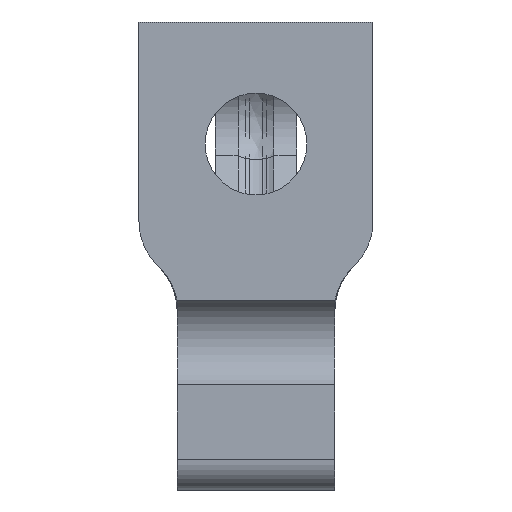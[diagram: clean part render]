
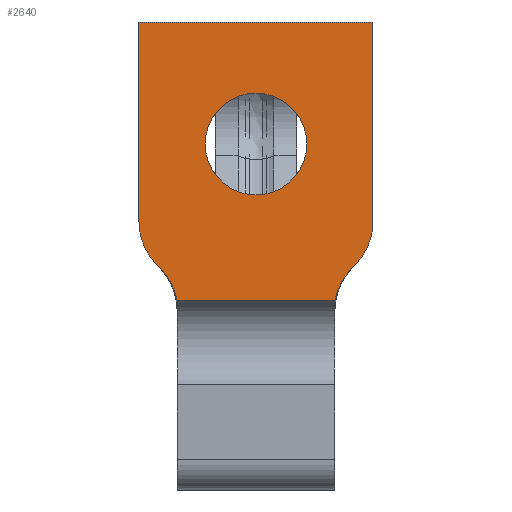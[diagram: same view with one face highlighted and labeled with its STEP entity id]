
A CAD part, front view. The second image highlights one B-rep face of the part: STEP entity #2640.
In plain terms, the highlighted planar face has unit normal (0, -1, 0).
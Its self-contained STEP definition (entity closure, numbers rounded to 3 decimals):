
#1118=DIRECTION('',(0.,0.,1.));
#1119=VECTOR('',#1118,1.963);
#1120=CARTESIAN_POINT('',(-1.15,0.,-1.963));
#1121=LINE('',#1120,#1119);
#1139=DIRECTION('',(-1.,0.,0.));
#1140=VECTOR('',#1139,2.3);
#1141=CARTESIAN_POINT('',(1.15,0.,0.));
#1142=LINE('',#1141,#1140);
#1153=CARTESIAN_POINT('',(0.55,0.,-1.963));
#1154=DIRECTION('',(0.,-1.,0.));
#1155=DIRECTION('',(0.73,0.,-0.684));
#1156=AXIS2_PLACEMENT_3D('',#1153,#1154,#1155);
#1161=DIRECTION('',(0.684,0.,0.73));
#1162=VECTOR('',#1161,0.085);
#1163=CARTESIAN_POINT('',(0.93,0.,
-2.435));
#1164=LINE('',#1163,#1162);
#1168=DIRECTION('',(-1.,0.,0.));
#1169=VECTOR('',#1168,1.55);
#1170=CARTESIAN_POINT('',(0.775,0.,
-2.735));
#1171=LINE('',#1170,#1169);
#1175=CARTESIAN_POINT('',(-0.93,0.,
-2.435));
#1176=CARTESIAN_POINT('',(-0.91,0.,
-2.456));
#1177=CARTESIAN_POINT('',(-0.875,0.,
-2.499));
#1178=CARTESIAN_POINT('',(-0.83,0.,
-2.573));
#1179=CARTESIAN_POINT('',(-0.796,0.,
-2.652));
#1180=CARTESIAN_POINT('',(-0.781,0.,
-2.707));
#1181=CARTESIAN_POINT('',(-0.775,0.,
-2.735));
#1186=DIRECTION('',(0.684,0.,-0.73));
#1187=VECTOR('',#1186,0.085);
#1188=CARTESIAN_POINT('',(-0.988,0.,-2.373));
#1189=LINE('',#1188,#1187);
#1193=CARTESIAN_POINT('',(-0.55,0.,-1.963));
#1194=DIRECTION('',(0.,-1.,0.));
#1195=DIRECTION('',(-1.,0.,0.));
#1196=AXIS2_PLACEMENT_3D('',#1193,#1194,#1195);
#1201=DIRECTION('',(0.,0.,1.));
#1202=VECTOR('',#1201,1.963);
#1203=CARTESIAN_POINT('',(1.15,0.,-1.963));
#1204=LINE('',#1203,#1202);
#1208=CARTESIAN_POINT('',(0.,0.,-1.2));
#1209=DIRECTION('',(0.,-1.,0.));
#1210=DIRECTION('',(1.,0.,0.));
#1211=AXIS2_PLACEMENT_3D('',#1208,#1209,#1210);
#1216=CARTESIAN_POINT('',(0.,0.,-1.2));
#1217=DIRECTION('',(0.,-1.,0.));
#1218=DIRECTION('',(-1.,0.,0.));
#1219=AXIS2_PLACEMENT_3D('',#1216,#1217,#1218);
#1232=CARTESIAN_POINT('',(0.775,0.,
-2.735));
#1233=CARTESIAN_POINT('',(0.781,0.,
-2.707));
#1234=CARTESIAN_POINT('',(0.796,0.,
-2.652));
#1235=CARTESIAN_POINT('',(0.83,0.,
-2.573));
#1236=CARTESIAN_POINT('',(0.875,0.,
-2.499));
#1237=CARTESIAN_POINT('',(0.91,0.,
-2.456));
#1238=CARTESIAN_POINT('',(0.93,0.,
-2.435));
#1327=CARTESIAN_POINT('',(1.15,0.,0.));
#1328=CARTESIAN_POINT('',(-1.15,0.,0.));
#1329=VERTEX_POINT('',#1327);
#1330=VERTEX_POINT('',#1328);
#1347=CARTESIAN_POINT('',(0.775,0.,
-2.735));
#1348=CARTESIAN_POINT('',(-0.775,0.,
-2.735));
#1349=VERTEX_POINT('',#1347);
#1350=VERTEX_POINT('',#1348);
#1358=CARTESIAN_POINT('',(0.988,0.,-2.373));
#1359=VERTEX_POINT('',#1358);
#1360=CARTESIAN_POINT('',(1.15,0.,-1.963));
#1361=VERTEX_POINT('',#1360);
#1366=CARTESIAN_POINT('',(-1.15,0.,-1.963));
#1367=VERTEX_POINT('',#1366);
#1368=CARTESIAN_POINT('',(-0.988,0.,-2.373));
#1369=VERTEX_POINT('',#1368);
#1370=CARTESIAN_POINT('',(-0.93,0.,
-2.435));
#1371=VERTEX_POINT('',#1370);
#1372=CARTESIAN_POINT('',(0.93,0.,
-2.435));
#1373=VERTEX_POINT('',#1372);
#1482=CARTESIAN_POINT('',(0.5,0.,-1.2));
#1483=CARTESIAN_POINT('',(-0.5,0.,-1.2));
#1484=VERTEX_POINT('',#1482);
#1485=VERTEX_POINT('',#1483);
#2616=CARTESIAN_POINT('',(1.15,0.,-2.735));
#2617=DIRECTION('',(0.,1.,0.));
#2618=DIRECTION('',(-1.,0.,0.));
#2619=AXIS2_PLACEMENT_3D('',#2616,#2617,#2618);
#2620=PLANE('',#2619);
#2621=ORIENTED_EDGE('',*,*,#2436,.F.);
#2622=ORIENTED_EDGE('',*,*,#2454,.F.);
#2624=ORIENTED_EDGE('',*,*,#2623,.F.);
#2625=ORIENTED_EDGE('',*,*,#2495,.T.);
#2626=ORIENTED_EDGE('',*,*,#2541,.F.);
#2627=ORIENTED_EDGE('',*,*,#2553,.F.);
#2628=ORIENTED_EDGE('',*,*,#2569,.F.);
#2629=ORIENTED_EDGE('',*,*,#2584,.T.);
#2630=ORIENTED_EDGE('',*,*,#2597,.F.);
#2631=ORIENTED_EDGE('',*,*,#2609,.F.);
#2632=EDGE_LOOP('',(#2621,#2622,#2624,#2625,#2626,#2627,#2628,#2629,#2630,
#2631));
#2633=FACE_OUTER_BOUND('',#2632,.F.);
#2635=ORIENTED_EDGE('',*,*,#2634,.T.);
#2637=ORIENTED_EDGE('',*,*,#2636,.T.);
#2638=EDGE_LOOP('',(#2635,#2637));
#2639=FACE_BOUND('',#2638,.F.);
#2640=ADVANCED_FACE('',(#2633,#2639),#2620,.F.);
#1157=CIRCLE('',#1156,0.6);
#1182=B_SPLINE_CURVE_WITH_KNOTS('',3,(#1175,#1176,#1177,#1178,#1179,#1180,
#1181),.UNSPECIFIED.,.F.,.F.,(4,1,1,1,4),(0.,0.25,0.5,0.75,1.),
.UNSPECIFIED.);
#1197=CIRCLE('',#1196,0.6);
#1212=CIRCLE('',#1211,0.5);
#1220=CIRCLE('',#1219,0.5);
#1239=B_SPLINE_CURVE_WITH_KNOTS('',3,(#1232,#1233,#1234,#1235,#1236,#1237,
#1238),.UNSPECIFIED.,.F.,.F.,(4,1,1,1,4),(0.,0.25,0.5,0.75,1.),
.UNSPECIFIED.);
#2436=EDGE_CURVE('',#1359,#1361,#1157,.T.);
#2454=EDGE_CURVE('',#1373,#1359,#1164,.T.);
#2495=EDGE_CURVE('',#1349,#1350,#1171,.T.);
#2541=EDGE_CURVE('',#1371,#1350,#1182,.T.);
#2553=EDGE_CURVE('',#1369,#1371,#1189,.T.);
#2569=EDGE_CURVE('',#1367,#1369,#1197,.T.);
#2584=EDGE_CURVE('',#1367,#1330,#1121,.T.);
#2597=EDGE_CURVE('',#1329,#1330,#1142,.T.);
#2609=EDGE_CURVE('',#1361,#1329,#1204,.T.);
#2623=EDGE_CURVE('',#1349,#1373,#1239,.T.);
#2634=EDGE_CURVE('',#1484,#1485,#1212,.T.);
#2636=EDGE_CURVE('',#1485,#1484,#1220,.T.);
